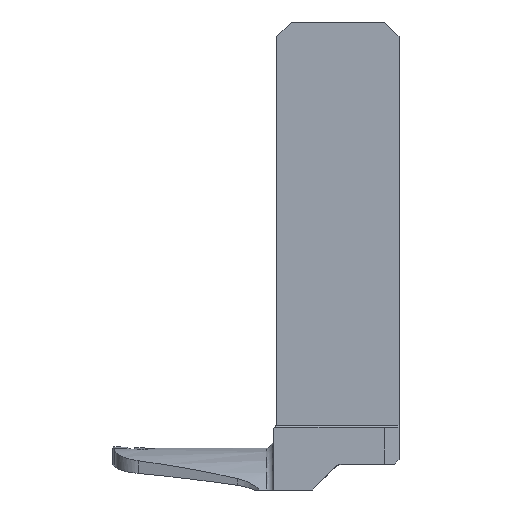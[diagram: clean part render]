
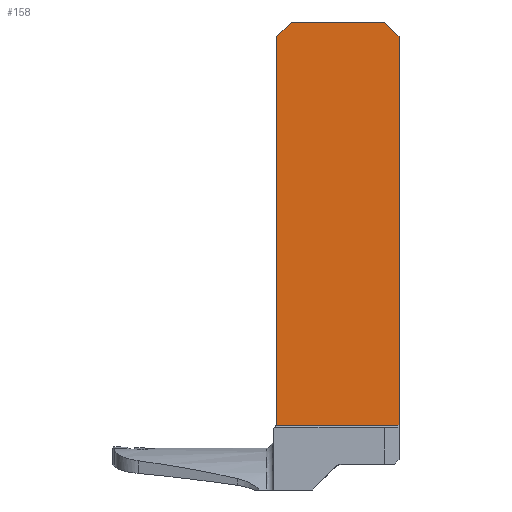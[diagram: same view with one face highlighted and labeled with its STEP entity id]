
A CAD part, front view. The second image highlights one B-rep face of the part: STEP entity #158.
In plain terms, the highlighted planar face has unit normal (0, -1, 0).
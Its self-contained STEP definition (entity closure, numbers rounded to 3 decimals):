
#118=PLANE('',#1519);
#158=ADVANCED_FACE('CU_BOTTOM_SU1',(#240),#118,.F.);
#240=FACE_OUTER_BOUND('',#302,.T.);
#302=EDGE_LOOP('',(#676,#677,#678,#679,#680,#681,#682));
#365=LINE('',#2140,#450);
#389=LINE('',#3451,#475);
#390=LINE('',#3453,#476);
#391=LINE('',#3455,#477);
#392=LINE('',#3456,#478);
#393=LINE('',#3457,#479);
#450=VECTOR('',#1646,1.);
#475=VECTOR('',#1695,1.);
#476=VECTOR('',#1698,1.);
#477=VECTOR('',#1699,1.);
#478=VECTOR('',#1700,1.);
#479=VECTOR('',#1701,1.);
#525=CIRCLE('',#1516,1.6);
#676=ORIENTED_EDGE('',*,*,#1198,.F.);
#677=ORIENTED_EDGE('',*,*,#1199,.F.);
#678=ORIENTED_EDGE('',*,*,#1200,.T.);
#679=ORIENTED_EDGE('',*,*,#1192,.T.);
#680=ORIENTED_EDGE('',*,*,#1201,.T.);
#681=ORIENTED_EDGE('',*,*,#1159,.F.);
#682=ORIENTED_EDGE('',*,*,#1202,.T.);
#1004=VERTEX_POINT('',#2139);
#1005=VERTEX_POINT('',#2141);
#1021=VERTEX_POINT('',#3425);
#1022=VERTEX_POINT('',#3427);
#1025=VERTEX_POINT('',#3446);
#1027=VERTEX_POINT('',#3450);
#1028=VERTEX_POINT('',#3454);
#1159=EDGE_CURVE('',#1004,#1005,#365,.T.);
#1192=EDGE_CURVE('',#1022,#1021,#525,.T.);
#1198=EDGE_CURVE('',#1027,#1025,#389,.T.);
#1199=EDGE_CURVE('',#1028,#1027,#390,.T.);
#1200=EDGE_CURVE('',#1028,#1022,#391,.T.);
#1201=EDGE_CURVE('',#1021,#1005,#392,.T.);
#1202=EDGE_CURVE('',#1004,#1025,#393,.T.);
#1516=AXIS2_PLACEMENT_3D('',#3426,#1687,#1688);
#1519=AXIS2_PLACEMENT_3D('',#3458,#1702,#1703);
#1646=DIRECTION('',(0.,0.,-1.));
#1687=DIRECTION('',(0.,1.,0.));
#1688=DIRECTION('',(0.,0.,-1.));
#1695=DIRECTION('',(1.,0.,0.));
#1698=DIRECTION('',(0.707,0.,0.707));
#1699=DIRECTION('',(0.,0.,-1.));
#1700=DIRECTION('',(1.,0.,0.));
#1701=DIRECTION('',(-0.707,0.,0.707));
#1702=DIRECTION('',(0.,1.,0.));
#1703=DIRECTION('',(0.,0.,-1.));
#2139=CARTESIAN_POINT('',(0.,0.,-3.));
#2140=CARTESIAN_POINT('',(0.,0.,-84.));
#2141=CARTESIAN_POINT('',(0.,0.,-83.5));
#3425=CARTESIAN_POINT('',(-25.442,0.,-83.5));
#3426=CARTESIAN_POINT('',(-26.925,0.,-82.9));
#3427=CARTESIAN_POINT('',(-25.325,0.,-82.9));
#3446=CARTESIAN_POINT('',(-3.,0.,0.));
#3450=CARTESIAN_POINT('',(-22.325,0.,0.));
#3451=CARTESIAN_POINT('',(110.,0.,0.));
#3453=CARTESIAN_POINT('',(-22.325,0.,0.));
#3454=CARTESIAN_POINT('',(-25.325,0.,-3.));
#3455=CARTESIAN_POINT('',(-25.325,0.,-84.));
#3456=CARTESIAN_POINT('',(110.,0.,-83.5));
#3457=CARTESIAN_POINT('',(-3.,0.,0.));
#3458=CARTESIAN_POINT('',(110.,0.,-84.));
